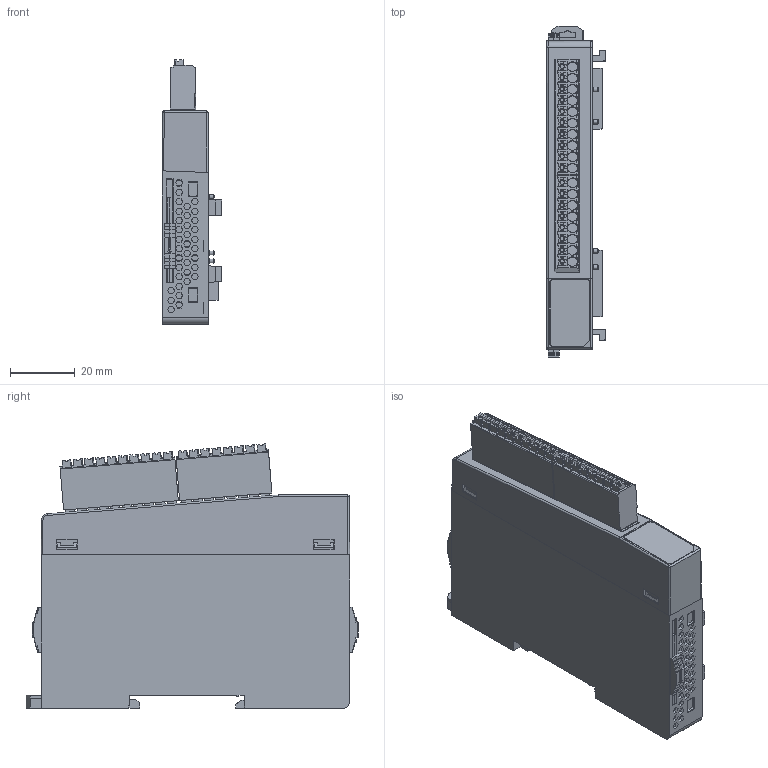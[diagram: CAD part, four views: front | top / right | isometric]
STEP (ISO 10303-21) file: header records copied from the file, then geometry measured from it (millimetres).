
FILE_DESCRIPTION(/* description */ (''),/* implementation_level */ '2;1');
FILE_NAME(/* name */ '',/* time_stamp */ '2024-07-06T13:32:31+08:00',/* author */ (''),/* organization */ (''),/* preprocessor_version */ 'ST-DEVELOPER v14',/* originating_system */ 'SIEMENS PLM Software NX 8.0',/* authorisation */ '');
FILE_SCHEMA (('AUTOMOTIVE_DESIGN { 1 0 10303 214 3 1 1 1 }'));
Products named in the file (1): Admi3C0C469E6six
Bounding box: 18.47 x 102.9 x 81.89 mm (x, y, z)
Volume: 91347.2 mm3; surface area: 29284.2 mm2
Topology: 3 solids, 10 shells, 2658 faces, 7264 edges, 4800 vertices
Faces by surface type: plane 2312, cylinder 227, cone 90, bspline 23, torus 4, sphere 2
Full cylindrical faces by diameter (mm): 1.5 x4
Entity records: 85875 total; most frequent: CARTESIAN_POINT 17978, ORIENTED_EDGE 14468, DIRECTION 13290, EDGE_CURVE 7234, LINE 6158, VECTOR 6158, VERTEX_POINT 4788, AXIS2_PLACEMENT_3D 3566
